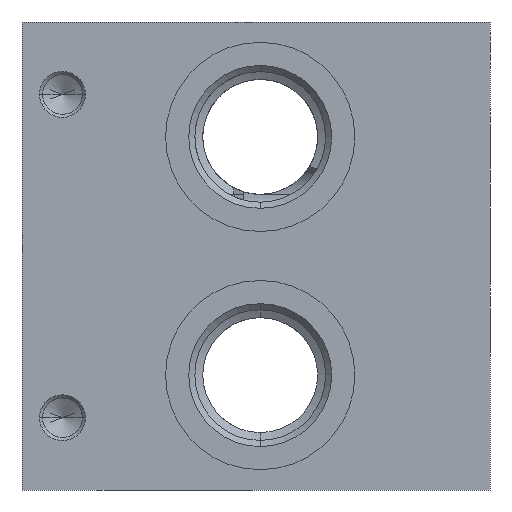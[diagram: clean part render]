
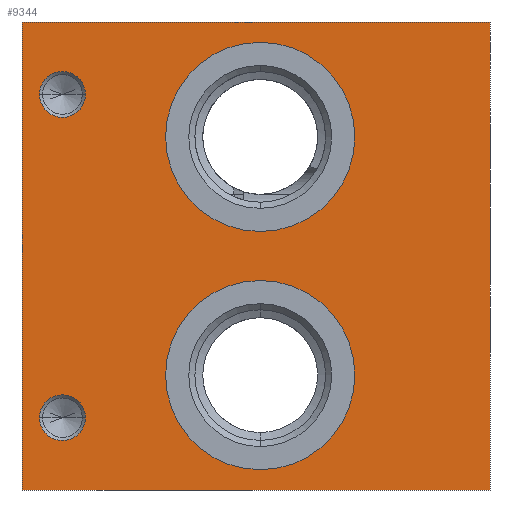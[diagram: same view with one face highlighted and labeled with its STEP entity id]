
A CAD part, front view. The second image highlights one B-rep face of the part: STEP entity #9344.
In plain terms, the highlighted planar face has unit normal (0, -1, 0).
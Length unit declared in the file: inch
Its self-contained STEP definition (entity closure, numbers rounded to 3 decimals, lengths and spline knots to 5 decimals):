
#5=DIRECTION('',(1.,0.,0.));
#6=VECTOR('',#5,3.438);
#7=CARTESIAN_POINT('',(0.,-16.25,0.));
#8=LINE('',#7,#6);
#75=DIRECTION('',(0.,0.,1.));
#76=VECTOR('',#75,3.438);
#77=CARTESIAN_POINT('',(3.438,-16.25,0.));
#78=LINE('',#77,#76);
#529=DIRECTION('',(0.,0.,1.));
#530=VECTOR('',#529,3.438);
#531=CARTESIAN_POINT('',(0.,-16.25,0.));
#532=LINE('',#531,#530);
#533=CARTESIAN_POINT('',(0.297,-16.25,0.531));
#534=DIRECTION('',(0.,1.,0.));
#535=DIRECTION('',(-1.,0.,0.));
#536=AXIS2_PLACEMENT_3D('',#533,#534,#535);
#538=CARTESIAN_POINT('',(0.297,-16.25,0.531));
#539=DIRECTION('',(0.,1.,0.));
#540=DIRECTION('',(1.,0.,0.));
#541=AXIS2_PLACEMENT_3D('',#538,#539,#540);
#543=CARTESIAN_POINT('',(0.297,-16.25,2.906));
#544=DIRECTION('',(0.,1.,0.));
#545=DIRECTION('',(-1.,0.,0.));
#546=AXIS2_PLACEMENT_3D('',#543,#544,#545);
#548=CARTESIAN_POINT('',(0.297,-16.25,2.906));
#549=DIRECTION('',(0.,1.,0.));
#550=DIRECTION('',(1.,0.,0.));
#551=AXIS2_PLACEMENT_3D('',#548,#549,#550);
#553=CARTESIAN_POINT('',(1.75,-16.25,0.844));
#554=DIRECTION('',(0.,1.,0.));
#555=DIRECTION('',(0.,0.,-1.));
#556=AXIS2_PLACEMENT_3D('',#553,#554,#555);
#558=CARTESIAN_POINT('',(1.75,-16.25,0.844));
#559=DIRECTION('',(0.,1.,0.));
#560=DIRECTION('',(0.,0.,1.));
#561=AXIS2_PLACEMENT_3D('',#558,#559,#560);
#563=CARTESIAN_POINT('',(1.75,-16.25,2.594));
#564=DIRECTION('',(0.,1.,0.));
#565=DIRECTION('',(0.,0.,-1.));
#566=AXIS2_PLACEMENT_3D('',#563,#564,#565);
#568=CARTESIAN_POINT('',(1.75,-16.25,2.594));
#569=DIRECTION('',(0.,1.,0.));
#570=DIRECTION('',(0.,0.,1.));
#571=AXIS2_PLACEMENT_3D('',#568,#569,#570);
#585=DIRECTION('',(1.,0.,0.));
#586=VECTOR('',#585,3.438);
#587=CARTESIAN_POINT('',(0.,-16.25,3.438));
#588=LINE('',#587,#586);
#7557=CARTESIAN_POINT('',(0.,-16.25,0.));
#7559=VERTEX_POINT('',#7557);
#7560=CARTESIAN_POINT('',(3.438,-16.25,0.));
#7561=VERTEX_POINT('',#7560);
#7565=CARTESIAN_POINT('',(0.,-16.25,3.438));
#7567=VERTEX_POINT('',#7565);
#7568=CARTESIAN_POINT('',(3.438,-16.25,3.438));
#7569=VERTEX_POINT('',#7568);
#8466=CARTESIAN_POINT('',(0.1285,-16.25,0.531));
#8468=VERTEX_POINT('',#8466);
#8470=CARTESIAN_POINT('',(0.4655,-16.25,0.531));
#8472=VERTEX_POINT('',#8470);
#8480=CARTESIAN_POINT('',(0.1285,-16.25,2.906));
#8482=VERTEX_POINT('',#8480);
#8484=CARTESIAN_POINT('',(0.4655,-16.25,2.906));
#8486=VERTEX_POINT('',#8484);
#8504=CARTESIAN_POINT('',(1.75,-16.25,0.149));
#8505=CARTESIAN_POINT('',(1.75,-16.25,1.539));
#8506=VERTEX_POINT('',#8504);
#8507=VERTEX_POINT('',#8505);
#8546=CARTESIAN_POINT('',(1.75,-16.25,1.899));
#8547=CARTESIAN_POINT('',(1.75,-16.25,3.289));
#8548=VERTEX_POINT('',#8546);
#8549=VERTEX_POINT('',#8547);
#9308=CARTESIAN_POINT('',(0.,-16.25,0.));
#9309=DIRECTION('',(0.,-1.,0.));
#9310=DIRECTION('',(1.,0.,0.));
#9311=AXIS2_PLACEMENT_3D('',#9308,#9309,#9310);
#9312=PLANE('',#9311);
#9313=ORIENTED_EDGE('',*,*,#8956,.F.);
#9314=ORIENTED_EDGE('',*,*,#8981,.T.);
#9316=ORIENTED_EDGE('',*,*,#9315,.T.);
#9317=ORIENTED_EDGE('',*,*,#9030,.F.);
#9318=EDGE_LOOP('',(#9313,#9314,#9316,#9317));
#9319=FACE_OUTER_BOUND('',#9318,.F.);
#9321=ORIENTED_EDGE('',*,*,#9320,.F.);
#9323=ORIENTED_EDGE('',*,*,#9322,.F.);
#9324=EDGE_LOOP('',(#9321,#9323));
#9325=FACE_BOUND('',#9324,.F.);
#9327=ORIENTED_EDGE('',*,*,#9326,.F.);
#9329=ORIENTED_EDGE('',*,*,#9328,.F.);
#9330=EDGE_LOOP('',(#9327,#9329));
#9331=FACE_BOUND('',#9330,.F.);
#9333=ORIENTED_EDGE('',*,*,#9332,.F.);
#9335=ORIENTED_EDGE('',*,*,#9334,.F.);
#9336=EDGE_LOOP('',(#9333,#9335));
#9337=FACE_BOUND('',#9336,.F.);
#9339=ORIENTED_EDGE('',*,*,#9338,.F.);
#9341=ORIENTED_EDGE('',*,*,#9340,.F.);
#9342=EDGE_LOOP('',(#9339,#9341));
#9343=FACE_BOUND('',#9342,.F.);
#9344=ADVANCED_FACE('',(#9319,#9325,#9331,#9337,#9343),#9312,.T.);
#537=CIRCLE('',#536,0.1685);
#542=CIRCLE('',#541,0.1685);
#547=CIRCLE('',#546,0.1685);
#552=CIRCLE('',#551,0.1685);
#557=CIRCLE('',#556,0.695);
#562=CIRCLE('',#561,0.695);
#567=CIRCLE('',#566,0.695);
#572=CIRCLE('',#571,0.695);
#8956=EDGE_CURVE('',#7559,#7561,#8,.T.);
#8981=EDGE_CURVE('',#7559,#7567,#532,.T.);
#9030=EDGE_CURVE('',#7561,#7569,#78,.T.);
#9315=EDGE_CURVE('',#7567,#7569,#588,.T.);
#9320=EDGE_CURVE('',#8468,#8472,#537,.T.);
#9322=EDGE_CURVE('',#8472,#8468,#542,.T.);
#9326=EDGE_CURVE('',#8482,#8486,#547,.T.);
#9328=EDGE_CURVE('',#8486,#8482,#552,.T.);
#9332=EDGE_CURVE('',#8506,#8507,#557,.T.);
#9334=EDGE_CURVE('',#8507,#8506,#562,.T.);
#9338=EDGE_CURVE('',#8548,#8549,#567,.T.);
#9340=EDGE_CURVE('',#8549,#8548,#572,.T.);
